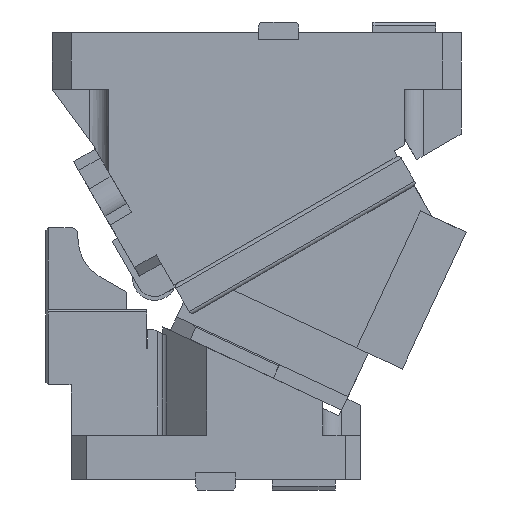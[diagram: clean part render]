
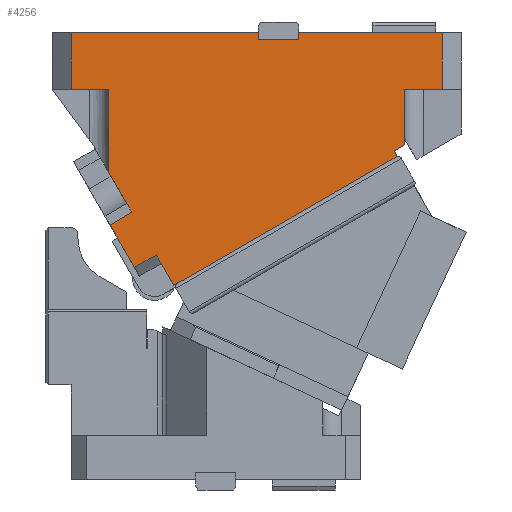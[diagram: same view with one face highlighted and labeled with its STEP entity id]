
A CAD part, front view. The second image highlights one B-rep face of the part: STEP entity #4256.
In plain terms, the highlighted planar face has unit normal (0, -1, 0).
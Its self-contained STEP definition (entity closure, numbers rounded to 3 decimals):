
#2513=CARTESIAN_POINT('Vertex',(265.,-60.,310.)) ;
#2516=CARTESIAN_POINT('Line Origine',(265.,-60.,287.871)) ;
#2520=CARTESIAN_POINT('Vertex',(265.,-60.,265.742)) ;
#2637=CARTESIAN_POINT('Vertex',(259.346,-60.,256.704)) ;
#2640=CARTESIAN_POINT('Line Origine',(257.181,-60.,255.454)) ;
#2644=CARTESIAN_POINT('Vertex',(255.016,-60.,254.204)) ;
#2647=CARTESIAN_POINT('Line Origine',(168.413,-60.,204.204)) ;
#2651=CARTESIAN_POINT('Vertex',(81.811,-60.,154.204)) ;
#2695=CARTESIAN_POINT('Vertex',(256.846,-60.,261.034)) ;
#2698=CARTESIAN_POINT('Line Origine',(258.096,-60.,258.869)) ;
#2717=CARTESIAN_POINT('Line Origine',(260.923,-60.,263.388)) ;
#3066=CARTESIAN_POINT('Vertex',(50.49,-60.,168.452)) ;
#3069=CARTESIAN_POINT('Line Origine',(40.74,-60.,185.339)) ;
#3073=CARTESIAN_POINT('Vertex',(30.99,-60.,202.227)) ;
#3179=CARTESIAN_POINT('Line Origine',(75.561,-60.,165.029)) ;
#3183=CARTESIAN_POINT('Vertex',(69.311,-60.,175.854)) ;
#3186=CARTESIAN_POINT('Line Origine',(68.561,-60.,177.153)) ;
#3190=CARTESIAN_POINT('Vertex',(67.811,-60.,178.452)) ;
#3212=CARTESIAN_POINT('Line Origine',(59.15,-60.,173.452)) ;
#3986=CARTESIAN_POINT('Vertex',(295.,-60.,310.)) ;
#3989=CARTESIAN_POINT('Line Origine',(280.,-60.,310.)) ;
#4145=CARTESIAN_POINT('Axis2P3D Location',(192.207,-60.,265.146)) ;
#4150=CARTESIAN_POINT('Line Origine',(238.,-60.,355.)) ;
#4154=CARTESIAN_POINT('Vertex',(181.,-60.,355.)) ;
#4156=CARTESIAN_POINT('Vertex',(295.,-60.,355.)) ;
#4159=CARTESIAN_POINT('Line Origine',(181.,-60.,352.25)) ;
#4163=CARTESIAN_POINT('Vertex',(181.,-60.,349.5)) ;
#4166=CARTESIAN_POINT('Line Origine',(165.,-60.,349.5)) ;
#4170=CARTESIAN_POINT('Vertex',(149.,-60.,349.5)) ;
#4173=CARTESIAN_POINT('Line Origine',(149.,-60.,352.25)) ;
#4177=CARTESIAN_POINT('Vertex',(149.,-60.,355.)) ;
#4180=CARTESIAN_POINT('Line Origine',(74.5,-60.,355.)) ;
#4184=CARTESIAN_POINT('Vertex',(0.,-60.,355.)) ;
#4187=CARTESIAN_POINT('Line Origine',(0.,-60.,332.5)) ;
#4191=CARTESIAN_POINT('Vertex',(0.,-60.,310.)) ;
#4194=CARTESIAN_POINT('Line Origine',(15.,-60.,310.)) ;
#4198=CARTESIAN_POINT('Vertex',(30.,-60.,310.)) ;
#4201=CARTESIAN_POINT('Line Origine',(30.,-60.,276.971)) ;
#4205=CARTESIAN_POINT('Vertex',(30.,-60.,243.943)) ;
#4208=CARTESIAN_POINT('Line Origine',(37.155,-60.,231.549)) ;
#4212=CARTESIAN_POINT('Vertex',(44.311,-60.,219.156)) ;
#4215=CARTESIAN_POINT('Line Origine',(46.311,-60.,215.691)) ;
#4219=CARTESIAN_POINT('Vertex',(48.311,-60.,212.227)) ;
#4222=CARTESIAN_POINT('Line Origine',(39.651,-60.,207.227)) ;
#4227=CARTESIAN_POINT('Line Origine',(295.,-60.,332.5)) ;
#2517=DIRECTION('Vector Direction',(0.,0.,1.)) ;
#2641=DIRECTION('Vector Direction',(-0.866,0.,-0.5)) ;
#2648=DIRECTION('Vector Direction',(0.866,0.,0.5)) ;
#2699=DIRECTION('Vector Direction',(0.5,0.,-0.866)) ;
#2718=DIRECTION('Vector Direction',(-0.866,0.,-0.5)) ;
#3070=DIRECTION('Vector Direction',(0.5,0.,-0.866)) ;
#3180=DIRECTION('Vector Direction',(-0.5,0.,0.866)) ;
#3187=DIRECTION('Vector Direction',(-0.5,0.,0.866)) ;
#3213=DIRECTION('Vector Direction',(0.866,0.,0.5)) ;
#3990=DIRECTION('Vector Direction',(1.,0.,0.)) ;
#4146=DIRECTION('Axis2P3D Direction',(0.,-1.,0.)) ;
#4147=DIRECTION('Axis2P3D XDirection',(1.,0.,0.)) ;
#4151=DIRECTION('Vector Direction',(1.,0.,0.)) ;
#4160=DIRECTION('Vector Direction',(0.,0.,-1.)) ;
#4167=DIRECTION('Vector Direction',(-1.,0.,0.)) ;
#4174=DIRECTION('Vector Direction',(0.,0.,-1.)) ;
#4181=DIRECTION('Vector Direction',(1.,0.,0.)) ;
#4188=DIRECTION('Vector Direction',(0.,0.,-1.)) ;
#4195=DIRECTION('Vector Direction',(-1.,0.,0.)) ;
#4202=DIRECTION('Vector Direction',(0.,0.,1.)) ;
#4209=DIRECTION('Vector Direction',(-0.5,0.,0.866)) ;
#4216=DIRECTION('Vector Direction',(-0.5,0.,0.866)) ;
#4223=DIRECTION('Vector Direction',(-0.866,0.,-0.5)) ;
#4228=DIRECTION('Vector Direction',(0.,0.,1.)) ;
#4148=AXIS2_PLACEMENT_3D('Plane Axis2P3D',#4145,#4146,#4147) ;
#4233=ORIENTED_EDGE('',*,*,#4158,.F.) ;
#4234=ORIENTED_EDGE('',*,*,#4165,.T.) ;
#4235=ORIENTED_EDGE('',*,*,#4172,.T.) ;
#4236=ORIENTED_EDGE('',*,*,#4179,.F.) ;
#4237=ORIENTED_EDGE('',*,*,#4186,.F.) ;
#4238=ORIENTED_EDGE('',*,*,#4193,.F.) ;
#4239=ORIENTED_EDGE('',*,*,#4200,.F.) ;
#4240=ORIENTED_EDGE('',*,*,#4207,.F.) ;
#4241=ORIENTED_EDGE('',*,*,#4214,.F.) ;
#4242=ORIENTED_EDGE('',*,*,#4221,.F.) ;
#4243=ORIENTED_EDGE('',*,*,#4226,.F.) ;
#4244=ORIENTED_EDGE('',*,*,#3075,.T.) ;
#4245=ORIENTED_EDGE('',*,*,#3216,.F.) ;
#4246=ORIENTED_EDGE('',*,*,#3192,.F.) ;
#4247=ORIENTED_EDGE('',*,*,#3185,.F.) ;
#4248=ORIENTED_EDGE('',*,*,#2653,.T.) ;
#4249=ORIENTED_EDGE('',*,*,#2646,.F.) ;
#4250=ORIENTED_EDGE('',*,*,#2702,.F.) ;
#4251=ORIENTED_EDGE('',*,*,#2721,.F.) ;
#4252=ORIENTED_EDGE('',*,*,#2522,.T.) ;
#4253=ORIENTED_EDGE('',*,*,#3993,.T.) ;
#4254=ORIENTED_EDGE('',*,*,#4231,.T.) ;
#2518=VECTOR('Line Direction',#2517,1.) ;
#2642=VECTOR('Line Direction',#2641,1.) ;
#2649=VECTOR('Line Direction',#2648,1.) ;
#2700=VECTOR('Line Direction',#2699,1.) ;
#2719=VECTOR('Line Direction',#2718,1.) ;
#3071=VECTOR('Line Direction',#3070,1.) ;
#3181=VECTOR('Line Direction',#3180,1.) ;
#3188=VECTOR('Line Direction',#3187,1.) ;
#3214=VECTOR('Line Direction',#3213,1.) ;
#3991=VECTOR('Line Direction',#3990,1.) ;
#4152=VECTOR('Line Direction',#4151,1.) ;
#4161=VECTOR('Line Direction',#4160,1.) ;
#4168=VECTOR('Line Direction',#4167,1.) ;
#4175=VECTOR('Line Direction',#4174,1.) ;
#4182=VECTOR('Line Direction',#4181,1.) ;
#4189=VECTOR('Line Direction',#4188,1.) ;
#4196=VECTOR('Line Direction',#4195,1.) ;
#4203=VECTOR('Line Direction',#4202,1.) ;
#4210=VECTOR('Line Direction',#4209,1.) ;
#4217=VECTOR('Line Direction',#4216,1.) ;
#4224=VECTOR('Line Direction',#4223,1.) ;
#4229=VECTOR('Line Direction',#4228,1.) ;
#4256=ADVANCED_FACE('CAM HOLDER',(#4255),#4149,.T.) ;
#2522=EDGE_CURVE('',#2521,#2514,#2519,.T.) ;
#2646=EDGE_CURVE('',#2638,#2645,#2643,.T.) ;
#2653=EDGE_CURVE('',#2652,#2645,#2650,.T.) ;
#2702=EDGE_CURVE('',#2696,#2638,#2701,.T.) ;
#2721=EDGE_CURVE('',#2521,#2696,#2720,.T.) ;
#3075=EDGE_CURVE('',#3074,#3067,#3072,.T.) ;
#3185=EDGE_CURVE('',#2652,#3184,#3182,.T.) ;
#3192=EDGE_CURVE('',#3184,#3191,#3189,.T.) ;
#3216=EDGE_CURVE('',#3191,#3067,#3215,.F.) ;
#3993=EDGE_CURVE('',#2514,#3987,#3992,.T.) ;
#4158=EDGE_CURVE('',#4155,#4157,#4153,.T.) ;
#4165=EDGE_CURVE('',#4155,#4164,#4162,.T.) ;
#4172=EDGE_CURVE('',#4164,#4171,#4169,.T.) ;
#4179=EDGE_CURVE('',#4178,#4171,#4176,.T.) ;
#4186=EDGE_CURVE('',#4185,#4178,#4183,.T.) ;
#4193=EDGE_CURVE('',#4192,#4185,#4190,.F.) ;
#4200=EDGE_CURVE('',#4199,#4192,#4197,.T.) ;
#4207=EDGE_CURVE('',#4206,#4199,#4204,.T.) ;
#4214=EDGE_CURVE('',#4213,#4206,#4211,.T.) ;
#4221=EDGE_CURVE('',#4220,#4213,#4218,.T.) ;
#4226=EDGE_CURVE('',#3074,#4220,#4225,.F.) ;
#4231=EDGE_CURVE('',#3987,#4157,#4230,.T.) ;
#4232=EDGE_LOOP('',(#4233,#4234,#4235,#4236,#4237,#4238,#4239,#4240,#4241,#4242,#4243,#4244,#4245,#4246,#4247,#4248,#4249,#4250,#4251,#4252,#4253,#4254)) ;
#4255=FACE_OUTER_BOUND('',#4232,.T.) ;
#2519=LINE('Line',#2516,#2518) ;
#2643=LINE('Line',#2640,#2642) ;
#2650=LINE('Line',#2647,#2649) ;
#2701=LINE('Line',#2698,#2700) ;
#2720=LINE('Line',#2717,#2719) ;
#3072=LINE('Line',#3069,#3071) ;
#3182=LINE('Line',#3179,#3181) ;
#3189=LINE('Line',#3186,#3188) ;
#3215=LINE('Line',#3212,#3214) ;
#3992=LINE('Line',#3989,#3991) ;
#4153=LINE('Line',#4150,#4152) ;
#4162=LINE('Line',#4159,#4161) ;
#4169=LINE('Line',#4166,#4168) ;
#4176=LINE('Line',#4173,#4175) ;
#4183=LINE('Line',#4180,#4182) ;
#4190=LINE('Line',#4187,#4189) ;
#4197=LINE('Line',#4194,#4196) ;
#4204=LINE('Line',#4201,#4203) ;
#4211=LINE('Line',#4208,#4210) ;
#4218=LINE('Line',#4215,#4217) ;
#4225=LINE('Line',#4222,#4224) ;
#4230=LINE('Line',#4227,#4229) ;
#4149=PLANE('Plane',#4148) ;
#2514=VERTEX_POINT('',#2513) ;
#2521=VERTEX_POINT('',#2520) ;
#2638=VERTEX_POINT('',#2637) ;
#2645=VERTEX_POINT('',#2644) ;
#2652=VERTEX_POINT('',#2651) ;
#2696=VERTEX_POINT('',#2695) ;
#3067=VERTEX_POINT('',#3066) ;
#3074=VERTEX_POINT('',#3073) ;
#3184=VERTEX_POINT('',#3183) ;
#3191=VERTEX_POINT('',#3190) ;
#3987=VERTEX_POINT('',#3986) ;
#4155=VERTEX_POINT('',#4154) ;
#4157=VERTEX_POINT('',#4156) ;
#4164=VERTEX_POINT('',#4163) ;
#4171=VERTEX_POINT('',#4170) ;
#4178=VERTEX_POINT('',#4177) ;
#4185=VERTEX_POINT('',#4184) ;
#4192=VERTEX_POINT('',#4191) ;
#4199=VERTEX_POINT('',#4198) ;
#4206=VERTEX_POINT('',#4205) ;
#4213=VERTEX_POINT('',#4212) ;
#4220=VERTEX_POINT('',#4219) ;
